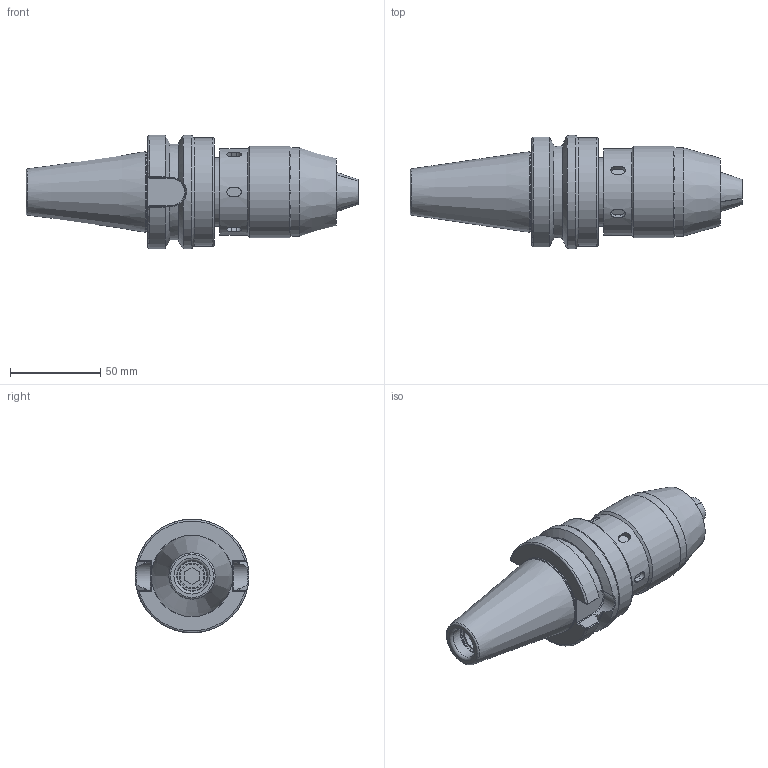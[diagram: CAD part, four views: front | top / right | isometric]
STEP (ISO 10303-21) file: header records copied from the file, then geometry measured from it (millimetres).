
FILE_DESCRIPTION(/* description */ (''),/* implementation_level */ '2;1');
FILE_NAME(/* name */ 'BT40-DC13-110.stp',/* time_stamp */ '2019-02-20T11:05:27-06:00',/* author */ ('Lee'),/* organization */ ('Pioneer N.A.'),/* preprocessor_version */ 'ST-DEVELOPER v17',/* originating_system */ 'Autodesk Inventor LT',/* authorisation */ '');
FILE_SCHEMA (('AUTOMOTIVE_DESIGN { 1 0 10303 214 3 1 1 }'));
Length unit declared in the file: millimetre
Products named in the file (1): BT40-DC13-110
Bounding box: 183.8 x 63 x 63 mm (x, y, z)
Volume: 273847.8 mm3; surface area: 44555.5 mm2
Topology: 2 solids, 2 shells, 158 faces, 436 edges, 302 vertices
Faces by surface type: plane 74, cylinder 40, cone 18, torus 16, bspline 10
Full cylindrical faces by diameter (mm): 6.647 x1, 8 x1, 8.5 x1, 9.05 x1, 13 x1, 14.1 x1, 17 x1, 17.4 x1, 22.8 x1, 23.6 x2, 37.9 x1, 39.05 x1, 44.196 x1, 48 x1, 49 x1, 50.5 x1, 60 x1, 63 x1
Entity records: 5879 total; most frequent: CARTESIAN_POINT 1693, ORIENTED_EDGE 870, DIRECTION 844, EDGE_CURVE 435, AXIS2_PLACEMENT_3D 331, VERTEX_POINT 302, CIRCLE 182, LINE 182
